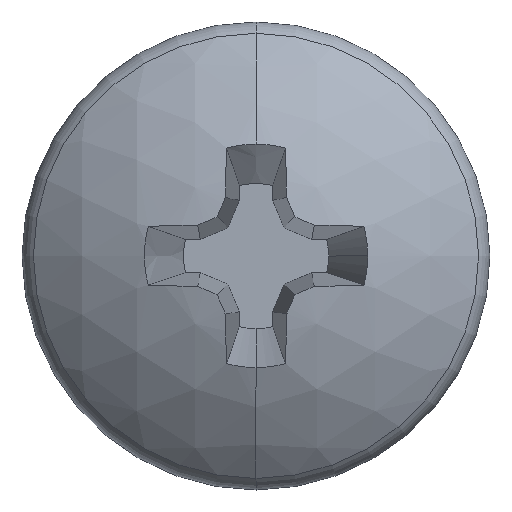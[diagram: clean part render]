
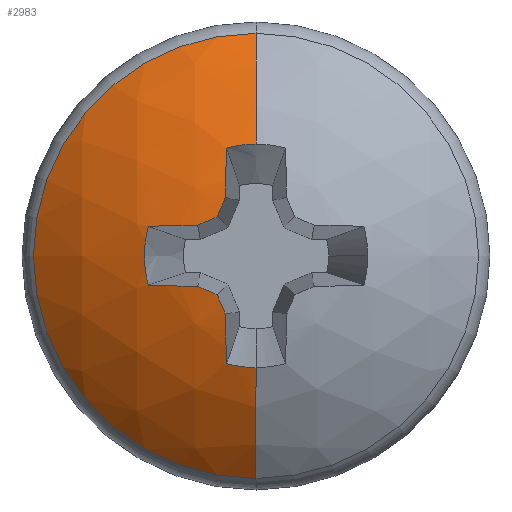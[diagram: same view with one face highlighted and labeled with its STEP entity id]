
A CAD part, top view. The second image highlights one B-rep face of the part: STEP entity #2983.
In plain terms, the highlighted spherical face has radius 4.225 mm.
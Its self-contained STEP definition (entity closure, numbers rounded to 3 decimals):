
#21 = VERTEX_POINT ( 'NONE', #131 ) ;
#32 = VERTEX_POINT ( 'NONE', #108 ) ;
#35 = ORIENTED_EDGE ( 'NONE', *, *, #1198, .F. ) ;
#106 = EDGE_CURVE ( 'NONE', #1538, #2034, #2507, .T. ) ;
#108 = CARTESIAN_POINT ( 'NONE',  ( 0., -2.854, 7.39 ) ) ;
#114 = CIRCLE ( 'NONE', #4483, 2.854 ) ;
#116 = CARTESIAN_POINT ( 'NONE',  ( -0.499, -0.499, 8.441 ) ) ;
#131 = CARTESIAN_POINT ( 'NONE',  ( -0.378, -1.382, 8.25 ) ) ;
#160 = VERTEX_POINT ( 'NONE', #1297 ) ;
#195 = EDGE_CURVE ( 'NONE', #3987, #1876, #4474, .T. ) ;
#366 = ORIENTED_EDGE ( 'NONE', *, *, #633, .F. ) ;
#370 = CARTESIAN_POINT ( 'NONE',  ( -1.382, -0.378, 8.25 ) ) ;
#479 = AXIS2_PLACEMENT_3D ( 'NONE', #1481, #1486, #1518 ) ;
#529 = EDGE_CURVE ( 'NONE', #1979, #2366, #2068, .T. ) ;
#538 = ORIENTED_EDGE ( 'NONE', *, *, #2145, .T. ) ;
#549 = CARTESIAN_POINT ( 'NONE',  ( -0.499, 0.499, 8.441 ) ) ;
#587 = CARTESIAN_POINT ( 'NONE',  ( -0.749, -0.393, 8.415 ) ) ;
#628 = EDGE_CURVE ( 'NONE', #2108, #3197, #1520, .T. ) ;
#633 = EDGE_CURVE ( 'NONE', #3197, #3019, #2833, .T. ) ;
#728 = EDGE_CURVE ( 'NONE', #3292, #1979, #1334, .T. ) ;
#742 = CARTESIAN_POINT ( 'NONE',  ( -0.749, 0.393, 8.415 ) ) ;
#824 = ORIENTED_EDGE ( 'NONE', *, *, #1264, .F. ) ;
#886 = EDGE_CURVE ( 'NONE', #3019, #4401, #1015, .T. ) ;
#966 = CIRCLE ( 'NONE', #1867, 4.225 ) ;
#1011 = EDGE_CURVE ( 'NONE', #21, #160, #3875, .T. ) ;
#1015 = CIRCLE ( 'NONE', #3812, 1.433 ) ;
#1037 = ORIENTED_EDGE ( 'NONE', *, *, #4005, .F. ) ;
#1075 = CARTESIAN_POINT ( 'NONE',  ( -0.03, 0., 4.272 ) ) ;
#1080 = DIRECTION ( 'NONE',  ( 0.996, 0., 0.087 ) ) ;
#1086 = DIRECTION ( 'NONE',  ( 0.087, 0., -0.996 ) ) ;
#1135 = EDGE_CURVE ( 'NONE', #4401, #3292, #3432, .T. ) ;
#1198 = EDGE_CURVE ( 'NONE', #2034, #2108, #4402, .T. ) ;
#1264 = EDGE_CURVE ( 'NONE', #2366, #21, #3548, .T. ) ;
#1297 = CARTESIAN_POINT ( 'NONE',  ( 0., -1.433, 8.25 ) ) ;
#1318 = CARTESIAN_POINT ( 'NONE',  ( 0., -0.03, 4.272 ) ) ;
#1324 = DIRECTION ( 'NONE',  ( 0., 0.996, 0.087 ) ) ;
#1331 = DIRECTION ( 'NONE',  ( 0., -0.087, 0.996 ) ) ;
#1334 = CIRCLE ( 'NONE', #3665, 4.215 ) ;
#1481 = CARTESIAN_POINT ( 'NONE',  ( -0.263, 0.109, 4.25 ) ) ;
#1483 = ORIENTED_EDGE ( 'NONE', *, *, #1135, .F. ) ;
#1486 = DIRECTION ( 'NONE',  ( 0.92, -0.381, 0.087 ) ) ;
#1518 = DIRECTION ( 'NONE',  ( 0.383, 0.924, 0. ) ) ;
#1520 = CIRCLE ( 'NONE', #3541, 4.215 ) ;
#1538 = VERTEX_POINT ( 'NONE', #2637 ) ;
#1555 = CARTESIAN_POINT ( 'NONE',  ( 0., 1.433, 8.25 ) ) ;
#1596 = CARTESIAN_POINT ( 'NONE',  ( 0., 0., 8.25 ) ) ;
#1649 = CARTESIAN_POINT ( 'NONE',  ( 0., 0., 8.25 ) ) ;
#1686 = ORIENTED_EDGE ( 'NONE', *, *, #628, .F. ) ;
#1773 = ORIENTED_EDGE ( 'NONE', *, *, #3773, .T. ) ;
#1835 = CARTESIAN_POINT ( 'NONE',  ( -0.03, 0., 4.272 ) ) ;
#1867 = AXIS2_PLACEMENT_3D ( 'NONE', #4440, #2307, #3021 ) ;
#1868 = AXIS2_PLACEMENT_3D ( 'NONE', #1835, #1870, #1872 ) ;
#1870 = DIRECTION ( 'NONE',  ( 0.996, 0., 0.087 ) ) ;
#1872 = DIRECTION ( 'NONE',  ( 0.087, 0., -0.996 ) ) ;
#1876 = VERTEX_POINT ( 'NONE', #1555 ) ;
#1961 = ORIENTED_EDGE ( 'NONE', *, *, #728, .F. ) ;
#1962 = DIRECTION ( 'NONE',  ( 0., 0., 1. ) ) ;
#1979 = VERTEX_POINT ( 'NONE', #116 ) ;
#2000 = DIRECTION ( 'NONE',  ( -1., 0., 0. ) ) ;
#2034 = VERTEX_POINT ( 'NONE', #3392 ) ;
#2041 = CARTESIAN_POINT ( 'NONE',  ( -0.393, -0.749, 8.415 ) ) ;
#2068 = CIRCLE ( 'NONE', #3282, 4.215 ) ;
#2108 = VERTEX_POINT ( 'NONE', #549 ) ;
#2137 = ORIENTED_EDGE ( 'NONE', *, *, #1011, .F. ) ;
#2145 = EDGE_CURVE ( 'NONE', #32, #160, #966, .T. ) ;
#2307 = DIRECTION ( 'NONE',  ( -1., 0., 0. ) ) ;
#2320 = CARTESIAN_POINT ( 'NONE',  ( 0., 0., 7.39 ) ) ;
#2330 = DIRECTION ( 'NONE',  ( 0., 0., 1. ) ) ;
#2337 = DIRECTION ( 'NONE',  ( 0., -1., 0. ) ) ;
#2366 = VERTEX_POINT ( 'NONE', #2041 ) ;
#2507 = CIRCLE ( 'NONE', #2889, 4.225 ) ;
#2525 = ORIENTED_EDGE ( 'NONE', *, *, #195, .F. ) ;
#2637 = CARTESIAN_POINT ( 'NONE',  ( -0.378, 1.382, 8.25 ) ) ;
#2782 = CARTESIAN_POINT ( 'NONE',  ( -1.382, 0.378, 8.25 ) ) ;
#2802 = DIRECTION ( 'NONE',  ( 0., 0., -1. ) ) ;
#2833 = CIRCLE ( 'NONE', #3596, 4.225 ) ;
#2849 = DIRECTION ( 'NONE',  ( 0., 1., 0. ) ) ;
#2879 = DIRECTION ( 'NONE',  ( 0., -0.087, -0.996 ) ) ;
#2885 = DIRECTION ( 'NONE',  ( 0., -0.996, 0.087 ) ) ;
#2888 = CARTESIAN_POINT ( 'NONE',  ( 0., 0.03, 4.272 ) ) ;
#2889 = AXIS2_PLACEMENT_3D ( 'NONE', #1075, #1080, #1086 ) ;
#2906 = DIRECTION ( 'NONE',  ( 0.924, 0.383, 0. ) ) ;
#2915 = DIRECTION ( 'NONE',  ( 0.381, -0.92, 0.087 ) ) ;
#2920 = CARTESIAN_POINT ( 'NONE',  ( -0.109, 0.263, 4.25 ) ) ;
#2941 = AXIS2_PLACEMENT_3D ( 'NONE', #3049, #3000, #2802 ) ;
#2983 = ADVANCED_FACE ( 'NONE', ( #4232 ), #3469, .T. ) ;
#3000 = DIRECTION ( 'NONE',  ( 1., 0., 0. ) ) ;
#3019 = VERTEX_POINT ( 'NONE', #2782 ) ;
#3021 = DIRECTION ( 'NONE',  ( 0., -1., 0. ) ) ;
#3049 = CARTESIAN_POINT ( 'NONE',  ( 0., 0., 4.275 ) ) ;
#3063 = ORIENTED_EDGE ( 'NONE', *, *, #106, .F. ) ;
#3100 = CARTESIAN_POINT ( 'NONE',  ( 0., 2.854, 7.39 ) ) ;
#3182 = DIRECTION ( 'NONE',  ( 0.92, 0.381, 0.087 ) ) ;
#3192 = DIRECTION ( 'NONE',  ( -0.383, 0.924, 0. ) ) ;
#3197 = VERTEX_POINT ( 'NONE', #742 ) ;
#3276 = CARTESIAN_POINT ( 'NONE',  ( -0.263, -0.109, 4.25 ) ) ;
#3282 = AXIS2_PLACEMENT_3D ( 'NONE', #3276, #3182, #3192 ) ;
#3292 = VERTEX_POINT ( 'NONE', #587 ) ;
#3296 = CIRCLE ( 'NONE', #4148, 1.433 ) ;
#3322 = CARTESIAN_POINT ( 'NONE',  ( 0., 0., 8.25 ) ) ;
#3331 = DIRECTION ( 'NONE',  ( 0., 0., 1. ) ) ;
#3351 = DIRECTION ( 'NONE',  ( -1., 0., 0. ) ) ;
#3371 = CARTESIAN_POINT ( 'NONE',  ( -0.109, -0.263, 4.25 ) ) ;
#3384 = DIRECTION ( 'NONE',  ( 0.381, 0.92, 0.087 ) ) ;
#3389 = DIRECTION ( 'NONE',  ( -0.924, 0.383, 0. ) ) ;
#3392 = CARTESIAN_POINT ( 'NONE',  ( -0.393, 0.749, 8.415 ) ) ;
#3432 = CIRCLE ( 'NONE', #4353, 4.225 ) ;
#3469 = SPHERICAL_SURFACE ( 'NONE', #3712, 4.225 ) ;
#3487 = ORIENTED_EDGE ( 'NONE', *, *, #529, .F. ) ;
#3541 = AXIS2_PLACEMENT_3D ( 'NONE', #2920, #2915, #2906 ) ;
#3548 = CIRCLE ( 'NONE', #1868, 4.225 ) ;
#3596 = AXIS2_PLACEMENT_3D ( 'NONE', #2888, #2885, #2879 ) ;
#3601 = CARTESIAN_POINT ( 'NONE',  ( 0., 0., 4.275 ) ) ;
#3665 = AXIS2_PLACEMENT_3D ( 'NONE', #3371, #3384, #3389 ) ;
#3712 = AXIS2_PLACEMENT_3D ( 'NONE', #3601, #4098, #2849 ) ;
#3773 = EDGE_CURVE ( 'NONE', #3987, #32, #114, .T. ) ;
#3812 = AXIS2_PLACEMENT_3D ( 'NONE', #1649, #4120, #2000 ) ;
#3875 = CIRCLE ( 'NONE', #4080, 1.433 ) ;
#3987 = VERTEX_POINT ( 'NONE', #3100 ) ;
#4005 = EDGE_CURVE ( 'NONE', #1876, #1538, #3296, .T. ) ;
#4080 = AXIS2_PLACEMENT_3D ( 'NONE', #1596, #1962, #4090 ) ;
#4090 = DIRECTION ( 'NONE',  ( 0., 1., 0. ) ) ;
#4098 = DIRECTION ( 'NONE',  ( -1., 0., 0. ) ) ;
#4120 = DIRECTION ( 'NONE',  ( 0., 0., 1. ) ) ;
#4148 = AXIS2_PLACEMENT_3D ( 'NONE', #3322, #3331, #3351 ) ;
#4232 = FACE_OUTER_BOUND ( 'NONE', #4478, .T. ) ;
#4341 = ORIENTED_EDGE ( 'NONE', *, *, #886, .F. ) ;
#4353 = AXIS2_PLACEMENT_3D ( 'NONE', #1318, #1324, #1331 ) ;
#4401 = VERTEX_POINT ( 'NONE', #370 ) ;
#4402 = CIRCLE ( 'NONE', #479, 4.215 ) ;
#4440 = CARTESIAN_POINT ( 'NONE',  ( 0., 0., 4.275 ) ) ;
#4474 = CIRCLE ( 'NONE', #2941, 4.225 ) ;
#4478 = EDGE_LOOP ( 'NONE', ( #1773, #538, #2137, #824, #3487, #1961, #1483, #4341, #366, #1686, #35, #3063, #1037, #2525 ) ) ;
#4483 = AXIS2_PLACEMENT_3D ( 'NONE', #2320, #2330, #2337 ) ;
